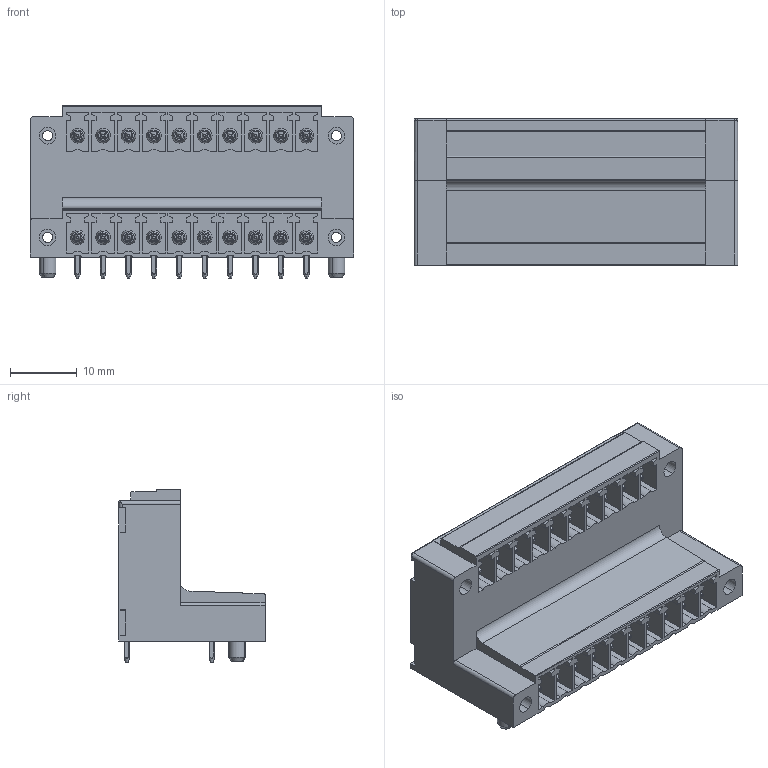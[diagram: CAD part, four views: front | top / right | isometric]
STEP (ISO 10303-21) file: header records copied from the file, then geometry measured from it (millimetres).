
FILE_DESCRIPTION(('CATIA V5 STEP Exchange','CAx-IF Rec.Pracs.--- Model Styling and Organization---1.2---2011-12-15'),'2;1');
FILE_NAME ('D1447242_0', '2018-10-15T06:02:41+00:00', ('none'), ('Weidmueller'), 'CATIA Version 5-6 Release 2014', 'CATIA V5 STEP AP214', 'none');
FILE_SCHEMA(('AUTOMOTIVE_DESIGN { 1 0 10303 214 1 1 1 1 }'));
Length unit declared in the file: millimetre
Products named in the file (1): 1032660000
Bounding box: 48.49 x 21.9 x 25.9 mm (x, y, z)
Volume: 9485.1 mm3; surface area: 11677.6 mm2
Topology: 21 solids, 21 shells, 1404 faces, 3824 edges, 2510 vertices
Faces by surface type: plane 861, cylinder 373, cone 108, torus 40, revolution 20, bspline 2
Entity records: 43717 total; most frequent: CARTESIAN_POINT 12131, ORIENTED_EDGE 7644, DIRECTION 4621, EDGE_CURVE 3822, VECTOR 2640, LINE 2640, VERTEX_POINT 2510, EDGE_LOOP 1502
